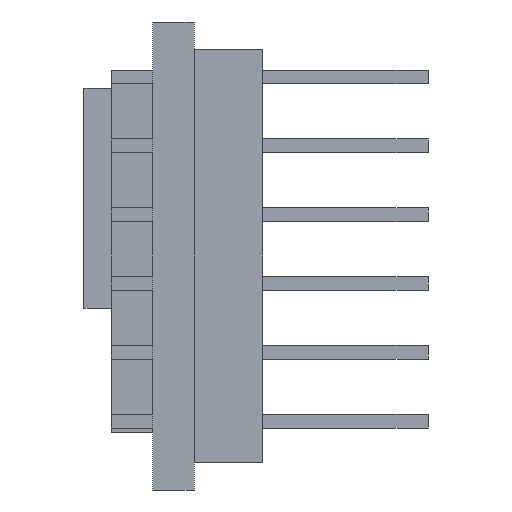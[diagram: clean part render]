
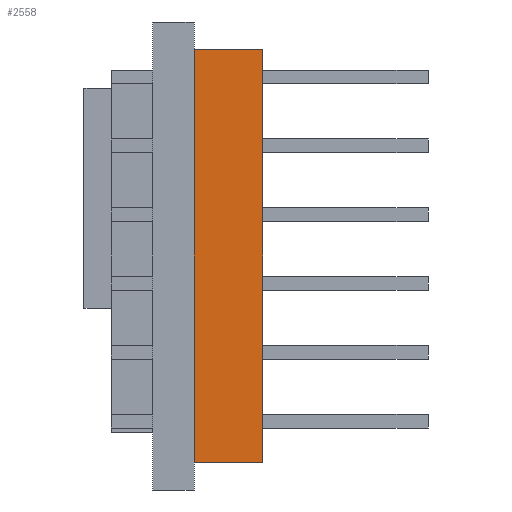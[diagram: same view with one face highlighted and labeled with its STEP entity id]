
A CAD part, left-side view. The second image highlights one B-rep face of the part: STEP entity #2558.
In plain terms, the highlighted planar face has unit normal (-1, 0, 0).
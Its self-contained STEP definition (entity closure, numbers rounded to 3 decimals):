
#188 = CARTESIAN_POINT ( 'NONE',  ( -18.2, 0., 7.5 ) ) ;
#247 = DIRECTION ( 'NONE',  ( 0., 0., -1. ) ) ;
#400 = EDGE_CURVE ( 'NONE', #669, #4324, #1694, .T. ) ;
#490 = EDGE_LOOP ( 'NONE', ( #4123, #4281, #4276, #2786 ) ) ;
#519 = CARTESIAN_POINT ( 'NONE',  ( -18.2, 0., -7.5 ) ) ;
#637 = LINE ( 'NONE', #3843, #4439 ) ;
#666 = AXIS2_PLACEMENT_3D ( 'NONE', #3229, #924, #3606 ) ;
#669 = VERTEX_POINT ( 'NONE', #3250 ) ;
#912 = PLANE ( 'NONE',  #666 ) ;
#924 = DIRECTION ( 'NONE',  ( 1., 0., 0. ) ) ;
#1560 = EDGE_CURVE ( 'NONE', #4643, #2555, #2526, .T. ) ;
#1602 = FACE_OUTER_BOUND ( 'NONE', #490, .T. ) ;
#1694 = LINE ( 'NONE', #2961, #3707 ) ;
#2080 = LINE ( 'NONE', #3029, #2622 ) ;
#2526 = LINE ( 'NONE', #188, #4272 ) ;
#2555 = VERTEX_POINT ( 'NONE', #519 ) ;
#2558 = ADVANCED_FACE ( 'NONE', ( #1602 ), #912, .F. ) ;
#2622 = VECTOR ( 'NONE', #3392, 1000. ) ;
#2672 = CARTESIAN_POINT ( 'NONE',  ( -18.2, -2.5, -7.5 ) ) ;
#2786 = ORIENTED_EDGE ( 'NONE', *, *, #4753, .T. ) ;
#2809 = EDGE_CURVE ( 'NONE', #4324, #2555, #2080, .T. ) ;
#2961 = CARTESIAN_POINT ( 'NONE',  ( -18.2, -2.5, 7.5 ) ) ;
#3029 = CARTESIAN_POINT ( 'NONE',  ( -18.2, -2.5, -7.5 ) ) ;
#3229 = CARTESIAN_POINT ( 'NONE',  ( -18.2, -2.5, 7.5 ) ) ;
#3250 = CARTESIAN_POINT ( 'NONE',  ( -18.2, -2.5, 7.5 ) ) ;
#3392 = DIRECTION ( 'NONE',  ( 0., 1., 0. ) ) ;
#3432 = CARTESIAN_POINT ( 'NONE',  ( -18.2, 0., 7.5 ) ) ;
#3606 = DIRECTION ( 'NONE',  ( 0., 0., -1. ) ) ;
#3707 = VECTOR ( 'NONE', #247, 1000. ) ;
#3757 = DIRECTION ( 'NONE',  ( 0., 0., -1. ) ) ;
#3843 = CARTESIAN_POINT ( 'NONE',  ( -18.2, -2.5, 7.5 ) ) ;
#4123 = ORIENTED_EDGE ( 'NONE', *, *, #1560, .T. ) ;
#4272 = VECTOR ( 'NONE', #3757, 1000. ) ;
#4276 = ORIENTED_EDGE ( 'NONE', *, *, #400, .F. ) ;
#4281 = ORIENTED_EDGE ( 'NONE', *, *, #2809, .F. ) ;
#4324 = VERTEX_POINT ( 'NONE', #2672 ) ;
#4439 = VECTOR ( 'NONE', #4612, 1000. ) ;
#4612 = DIRECTION ( 'NONE',  ( 0., 1., 0. ) ) ;
#4643 = VERTEX_POINT ( 'NONE', #3432 ) ;
#4753 = EDGE_CURVE ( 'NONE', #669, #4643, #637, .T. ) ;
